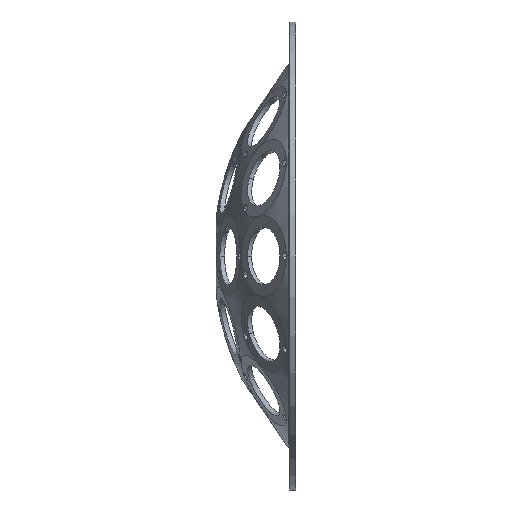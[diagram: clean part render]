
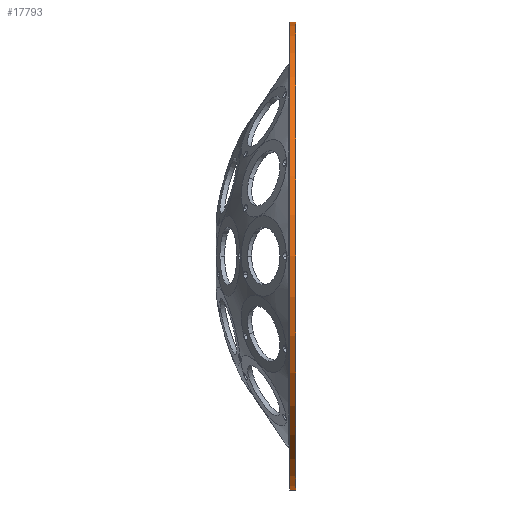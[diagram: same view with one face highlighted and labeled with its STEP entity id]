
A CAD part, left-side view. The second image highlights one B-rep face of the part: STEP entity #17793.
In plain terms, the highlighted cylindrical face has radius 223 mm (diameter 446 mm), a partial arc.
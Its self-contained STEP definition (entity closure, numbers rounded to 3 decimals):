
#445 = CARTESIAN_POINT ( 'NONE',  ( 0., 284.983, 223. ) ) ;
#1780 = VERTEX_POINT ( 'NONE', #9021 ) ;
#2683 = VERTEX_POINT ( 'NONE', #6800 ) ;
#3938 = LINE ( 'NONE', #6624, #11694 ) ;
#3969 = CARTESIAN_POINT ( 'NONE',  ( 0., 189., 223. ) ) ;
#4824 = FACE_OUTER_BOUND ( 'NONE', #14099, .T. ) ;
#5230 = DIRECTION ( 'NONE',  ( 0., 1., 0. ) ) ;
#5547 = ORIENTED_EDGE ( 'NONE', *, *, #8936, .F. ) ;
#5888 = EDGE_CURVE ( 'NONE', #1780, #2683, #18059, .T. ) ;
#6056 = AXIS2_PLACEMENT_3D ( 'NONE', #6787, #11230, #13006 ) ;
#6163 = VERTEX_POINT ( 'NONE', #3969 ) ;
#6624 = CARTESIAN_POINT ( 'NONE',  ( 0., 284.983, -223. ) ) ;
#6787 = CARTESIAN_POINT ( 'NONE',  ( 0., 195., 0. ) ) ;
#6800 = CARTESIAN_POINT ( 'NONE',  ( 0., 195., 223. ) ) ;
#6993 = DIRECTION ( 'NONE',  ( 0., 0., 1. ) ) ;
#7530 = AXIS2_PLACEMENT_3D ( 'NONE', #9928, #14279, #10017 ) ;
#7636 = VERTEX_POINT ( 'NONE', #19081 ) ;
#8936 = EDGE_CURVE ( 'NONE', #7636, #1780, #3938, .T. ) ;
#9021 = CARTESIAN_POINT ( 'NONE',  ( 0., 195., -223. ) ) ;
#9433 = DIRECTION ( 'NONE',  ( 0., 1., 0. ) ) ;
#9610 = AXIS2_PLACEMENT_3D ( 'NONE', #16998, #9880, #6993 ) ;
#9880 = DIRECTION ( 'NONE',  ( 0., 1., 0. ) ) ;
#9928 = CARTESIAN_POINT ( 'NONE',  ( 0., 189., 0. ) ) ;
#10017 = DIRECTION ( 'NONE',  ( 0., 0., 1. ) ) ;
#10246 = ORIENTED_EDGE ( 'NONE', *, *, #13051, .T. ) ;
#10279 = EDGE_CURVE ( 'NONE', #7636, #6163, #13538, .T. ) ;
#11230 = DIRECTION ( 'NONE',  ( 0., 1., 0. ) ) ;
#11332 = ORIENTED_EDGE ( 'NONE', *, *, #10279, .T. ) ;
#11694 = VECTOR ( 'NONE', #5230, 1000. ) ;
#12506 = LINE ( 'NONE', #445, #14582 ) ;
#13006 = DIRECTION ( 'NONE',  ( 0., 0., 1. ) ) ;
#13051 = EDGE_CURVE ( 'NONE', #6163, #2683, #12506, .T. ) ;
#13538 = CIRCLE ( 'NONE', #7530, 223. ) ;
#14099 = EDGE_LOOP ( 'NONE', ( #5547, #11332, #10246, #19276 ) ) ;
#14279 = DIRECTION ( 'NONE',  ( 0., 1., 0. ) ) ;
#14582 = VECTOR ( 'NONE', #9433, 1000. ) ;
#16998 = CARTESIAN_POINT ( 'NONE',  ( 0., 284.983, 0. ) ) ;
#17793 = ADVANCED_FACE ( 'NONE', ( #4824 ), #18475, .T. ) ;
#18059 = CIRCLE ( 'NONE', #6056, 223. ) ;
#18475 = CYLINDRICAL_SURFACE ( 'NONE', #9610, 223. ) ;
#19081 = CARTESIAN_POINT ( 'NONE',  ( 0., 189., -223. ) ) ;
#19276 = ORIENTED_EDGE ( 'NONE', *, *, #5888, .F. ) ;
